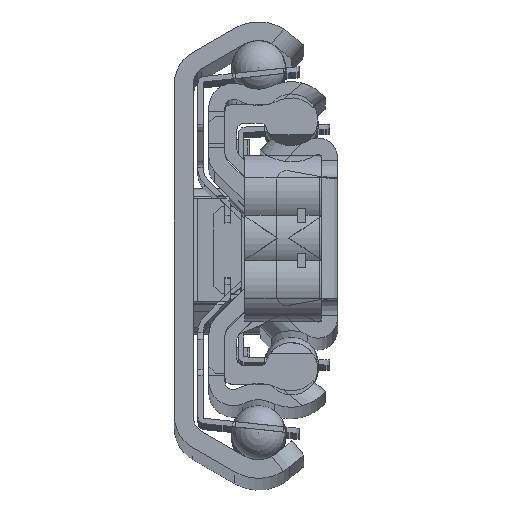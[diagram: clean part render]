
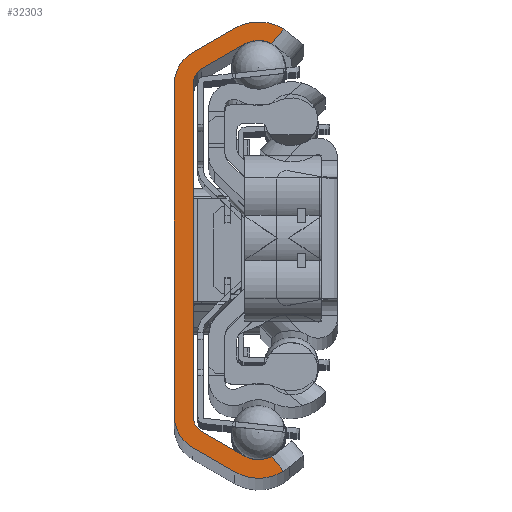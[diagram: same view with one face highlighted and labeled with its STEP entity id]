
A CAD part, top view. The second image highlights one B-rep face of the part: STEP entity #32303.
In plain terms, the highlighted face is planar.
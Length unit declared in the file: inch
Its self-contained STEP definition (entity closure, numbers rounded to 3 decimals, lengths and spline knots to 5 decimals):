
#2007=CIRCLE('',#34358,3.43);
#2011=CIRCLE('',#34366,5.59);
#2015=CIRCLE('',#34373,3.43);
#2019=CIRCLE('',#34380,5.59);
#2020=CIRCLE('',#34382,4.16);
#2021=CIRCLE('',#34386,2.);
#2022=CIRCLE('',#34388,2.);
#2023=CIRCLE('',#34393,4.16);
#3595=FACE_OUTER_BOUND('',#5265,.T.);
#5265=EDGE_LOOP('',(#22134,#22135,#22136,#22137,#22138,#22139,#22140,#22141,
#22142,#22143,#22144,#22145,#22146,#22147,#22148,#22149));
#7276=LINE('',#47577,#10359);
#7363=LINE('',#47855,#10446);
#7409=LINE('',#48021,#10492);
#7417=LINE('',#48070,#10500);
#7431=LINE('',#48139,#10514);
#7433=LINE('',#48143,#10516);
#7435=LINE('',#48151,#10518);
#7437=LINE('',#48156,#10520);
#10359=VECTOR('',#37652,10.);
#10446=VECTOR('',#37889,10.);
#10492=VECTOR('',#38059,10.);
#10500=VECTOR('',#38087,10.);
#10514=VECTOR('',#38145,10.);
#10516=VECTOR('',#38149,10.);
#10518=VECTOR('',#38161,10.);
#10520=VECTOR('',#38167,10.);
#13444=VERTEX_POINT('',#47574);
#13445=VERTEX_POINT('',#47576);
#13532=VERTEX_POINT('',#47852);
#13533=VERTEX_POINT('',#47854);
#13586=VERTEX_POINT('',#48015);
#13587=VERTEX_POINT('',#48020);
#13594=VERTEX_POINT('',#48045);
#13599=VERTEX_POINT('',#48062);
#13600=VERTEX_POINT('',#48069);
#13604=VERTEX_POINT('',#48086);
#13610=VERTEX_POINT('',#48112);
#13614=VERTEX_POINT('',#48131);
#13615=VERTEX_POINT('',#48135);
#13616=VERTEX_POINT('',#48141);
#13617=VERTEX_POINT('',#48147);
#13618=VERTEX_POINT('',#48154);
#16712=EDGE_CURVE('',#13444,#13445,#7276,.T.);
#16839=EDGE_CURVE('',#13532,#13533,#7363,.T.);
#16920=EDGE_CURVE('',#13586,#13587,#7409,.T.);
#16930=EDGE_CURVE('',#13587,#13594,#2007,.T.);
#16937=EDGE_CURVE('',#13599,#13600,#7417,.T.);
#16944=EDGE_CURVE('',#13600,#13604,#2011,.T.);
#16954=EDGE_CURVE('',#13610,#13599,#2015,.T.);
#16963=EDGE_CURVE('',#13614,#13586,#2019,.T.);
#16965=EDGE_CURVE('',#13615,#13444,#2020,.T.);
#16966=EDGE_CURVE('',#13604,#13615,#7431,.T.);
#16968=EDGE_CURVE('',#13616,#13610,#7433,.T.);
#16969=EDGE_CURVE('',#13533,#13616,#2021,.T.);
#16971=EDGE_CURVE('',#13617,#13532,#2022,.T.);
#16972=EDGE_CURVE('',#13594,#13617,#7435,.T.);
#16974=EDGE_CURVE('',#13618,#13614,#7437,.T.);
#16975=EDGE_CURVE('',#13445,#13618,#2023,.T.);
#22134=ORIENTED_EDGE('',*,*,#16920,.F.);
#22135=ORIENTED_EDGE('',*,*,#16963,.F.);
#22136=ORIENTED_EDGE('',*,*,#16974,.F.);
#22137=ORIENTED_EDGE('',*,*,#16975,.F.);
#22138=ORIENTED_EDGE('',*,*,#16712,.F.);
#22139=ORIENTED_EDGE('',*,*,#16965,.F.);
#22140=ORIENTED_EDGE('',*,*,#16966,.F.);
#22141=ORIENTED_EDGE('',*,*,#16944,.F.);
#22142=ORIENTED_EDGE('',*,*,#16937,.F.);
#22143=ORIENTED_EDGE('',*,*,#16954,.F.);
#22144=ORIENTED_EDGE('',*,*,#16968,.F.);
#22145=ORIENTED_EDGE('',*,*,#16969,.F.);
#22146=ORIENTED_EDGE('',*,*,#16839,.F.);
#22147=ORIENTED_EDGE('',*,*,#16971,.F.);
#22148=ORIENTED_EDGE('',*,*,#16972,.F.);
#22149=ORIENTED_EDGE('',*,*,#16930,.F.);
#31439=PLANE('',#34394);
#32303=ADVANCED_FACE('',(#3595),#31439,.F.);
#34358=AXIS2_PLACEMENT_3D('',#48046,#38077,#38078);
#34366=AXIS2_PLACEMENT_3D('',#48087,#38100,#38101);
#34373=AXIS2_PLACEMENT_3D('',#48114,#38118,#38119);
#34380=AXIS2_PLACEMENT_3D('',#48133,#38136,#38137);
#34382=AXIS2_PLACEMENT_3D('',#48137,#38141,#38142);
#34386=AXIS2_PLACEMENT_3D('',#48145,#38152,#38153);
#34388=AXIS2_PLACEMENT_3D('',#48149,#38157,#38158);
#34393=AXIS2_PLACEMENT_3D('',#48158,#38170,#38171);
#34394=AXIS2_PLACEMENT_3D('',#48159,#38172,#38173);
#37652=DIRECTION('',(0.,-1.,0.));
#37889=DIRECTION('',(0.,1.,0.));
#38059=DIRECTION('',(-0.643,0.766,0.));
#38077=DIRECTION('center_axis',(0.,0.,-1.));
#38078=DIRECTION('ref_axis',(0.5,0.866,0.));
#38087=DIRECTION('',(0.643,0.766,0.));
#38100=DIRECTION('center_axis',(0.,0.,1.));
#38101=DIRECTION('ref_axis',(0.643,0.766,0.));
#38118=DIRECTION('center_axis',(0.,0.,-1.));
#38119=DIRECTION('ref_axis',(-0.643,-0.766,0.));
#38136=DIRECTION('center_axis',(0.,0.,1.));
#38137=DIRECTION('ref_axis',(-0.5,-0.866,0.));
#38141=DIRECTION('center_axis',(0.,0.,1.));
#38142=DIRECTION('ref_axis',(-0.5,0.866,0.));
#38145=DIRECTION('',(-0.866,-0.5,0.));
#38149=DIRECTION('',(0.866,0.5,0.));
#38152=DIRECTION('center_axis',(0.,0.,-1.));
#38153=DIRECTION('ref_axis',(0.5,-0.866,0.));
#38157=DIRECTION('center_axis',(0.,0.,-1.));
#38158=DIRECTION('ref_axis',(1.,0.,0.));
#38161=DIRECTION('',(-0.866,0.5,0.));
#38167=DIRECTION('',(0.866,-0.5,0.));
#38170=DIRECTION('center_axis',(0.,0.,1.));
#38171=DIRECTION('ref_axis',(-1.,0.,0.));
#38172=DIRECTION('center_axis',(0.,0.,1.));
#38173=DIRECTION('ref_axis',(1.,0.,0.));
#47574=CARTESIAN_POINT('',(-9.78,19.35151,0.));
#47576=CARTESIAN_POINT('',(-9.78,-19.35151,0.));
#47577=CARTESIAN_POINT('',(-9.78,19.35151,0.));
#47852=CARTESIAN_POINT('',(-7.62,-19.35151,0.));
#47854=CARTESIAN_POINT('',(-7.62,19.35151,0.));
#47855=CARTESIAN_POINT('',(-7.62,-19.35151,0.));
#48015=CARTESIAN_POINT('',(2.9226,-25.71013,0.));
#48020=CARTESIAN_POINT('',(1.50886,-24.0253,0.));
#48021=CARTESIAN_POINT('',(-1.95723,-19.89457,0.));
#48045=CARTESIAN_POINT('',(-1.715,-23.91547,0.));
#48046=CARTESIAN_POINT('Origin',(0.,-20.945,0.));
#48062=CARTESIAN_POINT('',(1.50886,24.0253,0.));
#48069=CARTESIAN_POINT('',(2.9226,25.71013,0.));
#48070=CARTESIAN_POINT('',(-9.06858,11.4196,0.));
#48086=CARTESIAN_POINT('',(-2.795,25.78608,0.));
#48087=CARTESIAN_POINT('Origin',(0.,20.945,0.));
#48112=CARTESIAN_POINT('',(-1.715,23.91547,0.));
#48114=CARTESIAN_POINT('Origin',(0.,20.945,0.));
#48131=CARTESIAN_POINT('',(-2.795,-25.78608,0.));
#48133=CARTESIAN_POINT('Origin',(0.,-20.945,0.));
#48135=CARTESIAN_POINT('',(-7.7,22.95418,0.));
#48137=CARTESIAN_POINT('Origin',(-5.62,19.35151,0.));
#48139=CARTESIAN_POINT('',(-2.795,25.78608,0.));
#48141=CARTESIAN_POINT('',(-6.62,21.08356,0.));
#48143=CARTESIAN_POINT('',(-6.62,21.08356,0.));
#48145=CARTESIAN_POINT('Origin',(-5.62,19.35151,0.));
#48147=CARTESIAN_POINT('',(-6.62,-21.08356,0.));
#48149=CARTESIAN_POINT('Origin',(-5.62,-19.35151,0.));
#48151=CARTESIAN_POINT('',(-1.715,-23.91547,0.));
#48154=CARTESIAN_POINT('',(-7.7,-22.95418,0.));
#48156=CARTESIAN_POINT('',(-7.7,-22.95418,0.));
#48158=CARTESIAN_POINT('Origin',(-5.62,-19.35151,0.));
#48159=CARTESIAN_POINT('Origin',(-5.68462,-15.85193,0.));
